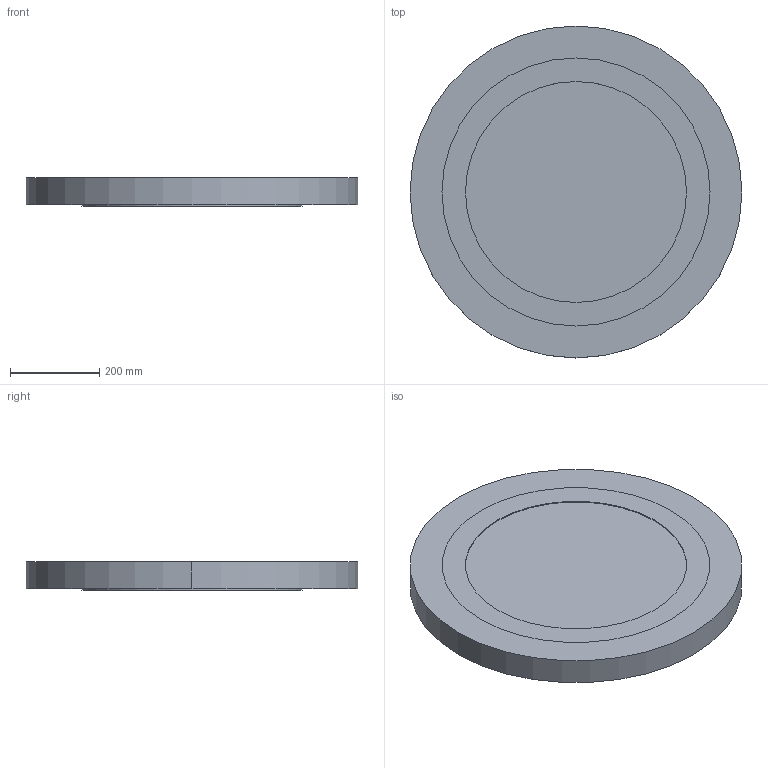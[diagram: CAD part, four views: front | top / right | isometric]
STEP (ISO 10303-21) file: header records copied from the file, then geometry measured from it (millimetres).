
FILE_DESCRIPTION(('CATIA V5 STEP Exchange'),'2;1');
FILE_NAME('showerhead.stp','2012-06-25T18:11:00+00:00',('none'),('none'),'CATIA Version 5 Release 21 GA (IN-10)','CATIA V5 STEP AP203','none');
FILE_SCHEMA(('CONFIG_CONTROL_DESIGN'));
Length unit declared in the file: millimetre
Products named in the file (1): Product1
Assembly tree (5 placements, depth 2):
  Product1
    #58
    #497
    #936
    #1111
    #1280
Bounding box: 743 x 743 x 64 mm (x, y, z)
Volume: 14936889.5 mm3; surface area: 2522603.7 mm2
Topology: 5 solids, 5 shells, 57 faces, 108 edges, 72 vertices
Faces by surface type: cylinder 36, plane 21
Entity records: 1428 total; most frequent: CARTESIAN_POINT 221, ORIENTED_EDGE 216, DIRECTION 190, AXIS2_PLACEMENT_3D 113, EDGE_CURVE 108, CIRCLE 72, EDGE_LOOP 72, VERTEX_POINT 72
